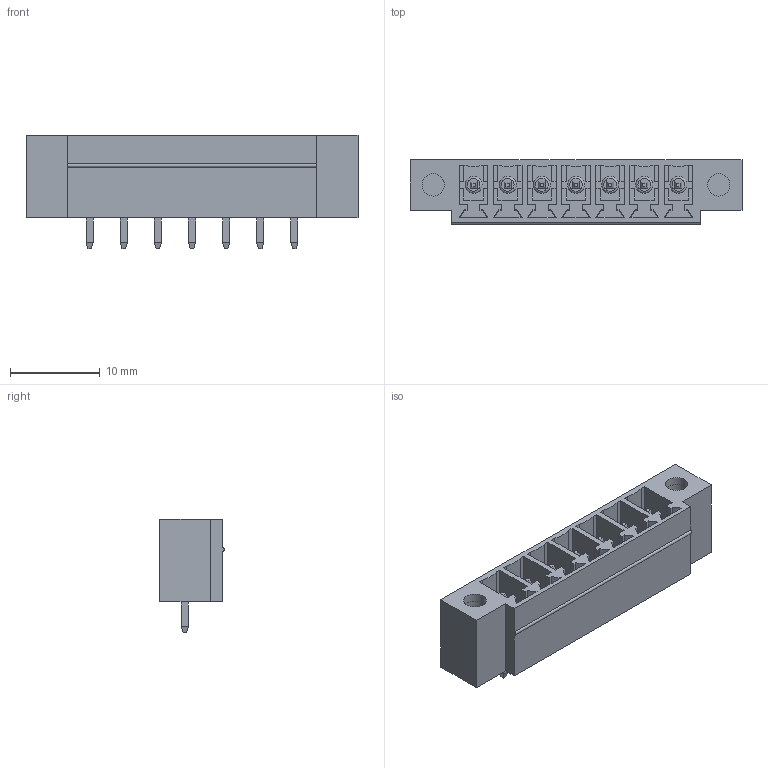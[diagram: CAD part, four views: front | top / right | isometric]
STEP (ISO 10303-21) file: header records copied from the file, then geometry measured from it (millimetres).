
FILE_DESCRIPTION( ( 'Unknown' ), '1' );
FILE_NAME( '691323300007.stp', 'Unknown', ( 'Unknown' ), ( 'Unknown' ), 'PSStep 18.0.17', 'Unknown', ' ' );
FILE_SCHEMA( ( 'AUTOMOTIVE_DESIGN { 1 0 10303 214 1 1 1 1 }' ) );
Length unit declared in the file: millimetre
Products named in the file (4): Assem1; 6913233000xx_PIN; 6913233000xx_INSERT; 691323300007
Assembly tree (10 placements, depth 2):
  Assem1
    6913233000xx_PIN  x7
    6913233000xx_INSERT  x2
    691323300007
Bounding box: 37.06 x 7.2 x 12.7 mm (x, y, z)
Volume: 1278.6 mm3; surface area: 3481.7 mm2
Topology: 10 solids, 10 shells, 451 faces, 1191 edges, 771 vertices
Faces by surface type: plane 414, cylinder 26, torus 11
Full cylindrical faces by diameter (mm): 1.9 x7, 2.5 x4
Entity records: 14266 total; most frequent: CARTESIAN_POINT 2232, ORIENTED_EDGE 1934, DIRECTION 1746, EDGE_CURVE 967, LINE 896, VECTOR 896, VERTEX_POINT 647, AXIS2_PLACEMENT_3D 425
